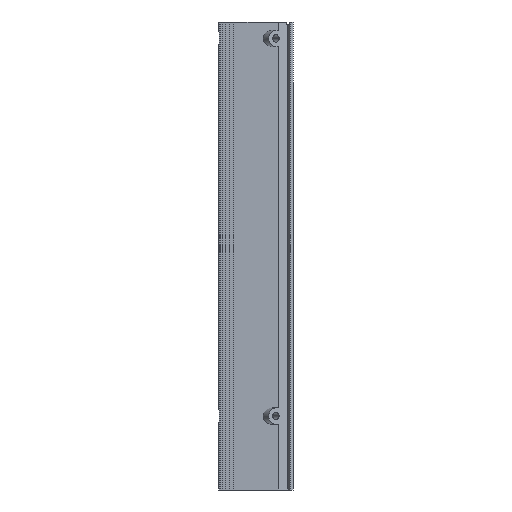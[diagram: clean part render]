
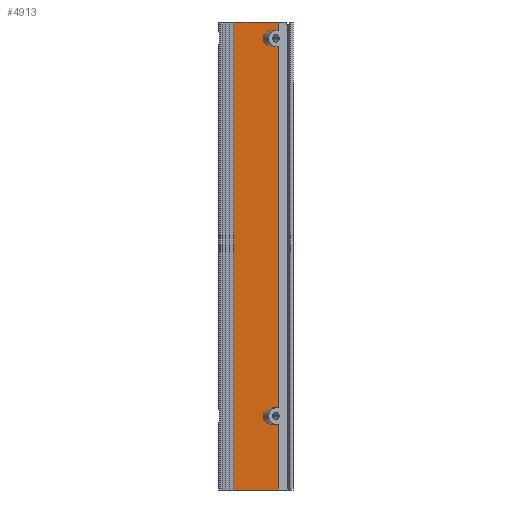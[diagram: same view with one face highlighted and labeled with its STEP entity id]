
A CAD part, left-side view. The second image highlights one B-rep face of the part: STEP entity #4913.
In plain terms, the highlighted planar face has unit normal (-0.999, 0.035, 0).
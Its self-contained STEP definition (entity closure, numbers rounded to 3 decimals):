
#191 = DIRECTION ( 'NONE',  ( 0.035, 0.999, 0. ) ) ;
#326 = ORIENTED_EDGE ( 'NONE', *, *, #5492, .F. ) ;
#529 = EDGE_CURVE ( 'NONE', #3364, #4055, #3050, .T. ) ;
#580 = EDGE_CURVE ( 'NONE', #5861, #2530, #4947, .T. ) ;
#698 = DIRECTION ( 'NONE',  ( 0., 0., -1. ) ) ;
#783 = VERTEX_POINT ( 'NONE', #2822 ) ;
#785 = CARTESIAN_POINT ( 'NONE',  ( -48.829, 88.768, 285. ) ) ;
#1144 = DIRECTION ( 'NONE',  ( 0.035, 0.999, 0. ) ) ;
#1153 = LINE ( 'NONE', #5004, #5081 ) ;
#1172 = PLANE ( 'NONE',  #3794 ) ;
#1191 = VERTEX_POINT ( 'NONE', #3912 ) ;
#1338 = ORIENTED_EDGE ( 'NONE', *, *, #5094, .F. ) ;
#1350 = VERTEX_POINT ( 'NONE', #4818 ) ;
#1511 = VERTEX_POINT ( 'NONE', #7303 ) ;
#1516 = EDGE_LOOP ( 'NONE', ( #326, #7228, #5218, #4626, #5834, #1338, #6838, #4322, #2566, #7133, #3918, #4410 ) ) ;
#1552 = CARTESIAN_POINT ( 'NONE',  ( -48.709, 92.207, 50. ) ) ;
#1749 = LINE ( 'NONE', #4553, #4735 ) ;
#2143 = CARTESIAN_POINT ( 'NONE',  ( -48.503, 98.099, 42.071 ) ) ;
#2230 = VECTOR ( 'NONE', #2514, 1000. ) ;
#2436 = CARTESIAN_POINT ( 'NONE',  ( -48.709, 92.207, 280. ) ) ;
#2514 = DIRECTION ( 'NONE',  ( 0., 0., -1. ) ) ;
#2518 = CARTESIAN_POINT ( 'NONE',  ( -48.503, 98.099, 277.929 ) ) ;
#2522 = CARTESIAN_POINT ( 'NONE',  ( -48.829, 88.768, 270. ) ) ;
#2530 = VERTEX_POINT ( 'NONE', #2436 ) ;
#2566 = ORIENTED_EDGE ( 'NONE', *, *, #5369, .T. ) ;
#2631 = DIRECTION ( 'NONE',  ( -0.035, -0.999, 0. ) ) ;
#2713 = CARTESIAN_POINT ( 'NONE',  ( -48.589, 95.658, 40. ) ) ;
#2822 = CARTESIAN_POINT ( 'NONE',  ( -47.883, 115.875, 285. ) ) ;
#2912 = CARTESIAN_POINT ( 'NONE',  ( -48.829, 88.768, 0. ) ) ;
#3019 = CARTESIAN_POINT ( 'NONE',  ( -48.829, 88.768, 40. ) ) ;
#3029 = VECTOR ( 'NONE', #7117, 1000. ) ;
#3050 = LINE ( 'NONE', #3775, #4855 ) ;
#3176 = CARTESIAN_POINT ( 'NONE',  ( -48.829, 88.768, 280. ) ) ;
#3364 = VERTEX_POINT ( 'NONE', #5154 ) ;
#3404 = LINE ( 'NONE', #2912, #3029 ) ;
#3574 = VECTOR ( 'NONE', #7332, 1000. ) ;
#3580 = DIRECTION ( 'NONE',  ( -0.035, -0.999, 0. ) ) ;
#3748 = EDGE_CURVE ( 'NONE', #6459, #7434, #6463, .T. ) ;
#3775 = CARTESIAN_POINT ( 'NONE',  ( -48.829, 88.768, 285. ) ) ;
#3791 = EDGE_CURVE ( 'NONE', #783, #6313, #1749, .T. ) ;
#3794 = AXIS2_PLACEMENT_3D ( 'NONE', #7165, #4710, #1144 ) ;
#3832 = VERTEX_POINT ( 'NONE', #5801 ) ;
#3912 = CARTESIAN_POINT ( 'NONE',  ( -48.829, 88.768, 40. ) ) ;
#3918 = ORIENTED_EDGE ( 'NONE', *, *, #5955, .F. ) ;
#4055 = VERTEX_POINT ( 'NONE', #4411 ) ;
#4068 = VECTOR ( 'NONE', #698, 1000. ) ;
#4079 = CARTESIAN_POINT ( 'NONE',  ( -48.709, 92.207, 270. ) ) ;
#4301 = CARTESIAN_POINT ( 'NONE',  ( -48.709, 92.207, 280. ) ) ;
#4322 = ORIENTED_EDGE ( 'NONE', *, *, #6307, .T. ) ;
#4410 = ORIENTED_EDGE ( 'NONE', *, *, #3748, .F. ) ;
#4411 = CARTESIAN_POINT ( 'NONE',  ( -48.829, 88.768, 50. ) ) ;
#4449 = EDGE_CURVE ( 'NONE', #1191, #1511, #6260, .T. ) ;
#4453 = CARTESIAN_POINT ( 'NONE',  ( -48.503, 98.099, 47.929 ) ) ;
#4539 = DIRECTION ( 'NONE',  ( 0., 0., -1. ) ) ;
#4553 = CARTESIAN_POINT ( 'NONE',  ( -48.829, 88.768, 285. ) ) ;
#4624 = CARTESIAN_POINT ( 'NONE',  ( -48.829, 88.768, 280. ) ) ;
#4626 = ORIENTED_EDGE ( 'NONE', *, *, #5243, .F. ) ;
#4710 = DIRECTION ( 'NONE',  ( 0.999, -0.035, 0. ) ) ;
#4735 = VECTOR ( 'NONE', #2631, 1000. ) ;
#4796 = LINE ( 'NONE', #2522, #3574 ) ;
#4818 = CARTESIAN_POINT ( 'NONE',  ( -48.709, 92.207, 270. ) ) ;
#4828 = DIRECTION ( 'NONE',  ( 0.035, 0.999, 0. ) ) ;
#4855 = VECTOR ( 'NONE', #7419, 1000. ) ;
#4913 = ADVANCED_FACE ( 'NONE', ( #5317 ), #1172, .F. ) ;
#4947 = LINE ( 'NONE', #3176, #5595 ) ;
#5004 = CARTESIAN_POINT ( 'NONE',  ( -47.883, 115.875, 285. ) ) ;
#5081 = VECTOR ( 'NONE', #4539, 1000. ) ;
#5094 = EDGE_CURVE ( 'NONE', #6313, #5861, #7170, .T. ) ;
#5111 = LINE ( 'NONE', #5525, #7681 ) ;
#5154 = CARTESIAN_POINT ( 'NONE',  ( -48.829, 88.768, 270. ) ) ;
#5191 = CARTESIAN_POINT ( 'NONE',  ( -48.709, 92.207, 40. ) ) ;
#5218 = ORIENTED_EDGE ( 'NONE', *, *, #6118, .F. ) ;
#5243 = EDGE_CURVE ( 'NONE', #2530, #1350, #7253, .T. ) ;
#5302 = CARTESIAN_POINT ( 'NONE',  ( -48.503, 98.099, 272.071 ) ) ;
#5317 = FACE_OUTER_BOUND ( 'NONE', #1516, .T. ) ;
#5369 = EDGE_CURVE ( 'NONE', #3832, #1511, #3404, .T. ) ;
#5492 = EDGE_CURVE ( 'NONE', #4055, #6459, #5111, .T. ) ;
#5525 = CARTESIAN_POINT ( 'NONE',  ( -48.829, 88.768, 50. ) ) ;
#5595 = VECTOR ( 'NONE', #191, 1000. ) ;
#5639 = VECTOR ( 'NONE', #3580, 1000. ) ;
#5725 = CARTESIAN_POINT ( 'NONE',  ( -48.589, 95.658, 50. ) ) ;
#5801 = CARTESIAN_POINT ( 'NONE',  ( -47.883, 115.875, 0. ) ) ;
#5834 = ORIENTED_EDGE ( 'NONE', *, *, #580, .F. ) ;
#5861 = VERTEX_POINT ( 'NONE', #4624 ) ;
#5955 = EDGE_CURVE ( 'NONE', #7434, #1191, #7572, .T. ) ;
#6118 = EDGE_CURVE ( 'NONE', #1350, #3364, #4796, .T. ) ;
#6260 = LINE ( 'NONE', #785, #2230 ) ;
#6307 = EDGE_CURVE ( 'NONE', #783, #3832, #1153, .T. ) ;
#6313 = VERTEX_POINT ( 'NONE', #6410 ) ;
#6342 = CARTESIAN_POINT ( 'NONE',  ( -48.709, 92.207, 40. ) ) ;
#6410 = CARTESIAN_POINT ( 'NONE',  ( -48.829, 88.768, 285. ) ) ;
#6459 = VERTEX_POINT ( 'NONE', #7472 ) ;
#6463 =( BOUNDED_CURVE ( )  B_SPLINE_CURVE ( 3, ( #1552, #5725, #4453, #7448, #2143, #2713, #6342 ),
 .UNSPECIFIED., .F., .F. ) 
 B_SPLINE_CURVE_WITH_KNOTS ( ( 4, 3, 4 ),
 ( 1.571, 3.142, 4.712 ),
 .UNSPECIFIED. ) 
 CURVE ( )  GEOMETRIC_REPRESENTATION_ITEM ( )  RATIONAL_B_SPLINE_CURVE ( ( 1., 0.805, 0.805, 1., 0.805, 0.805, 1. ) ) 
 REPRESENTATION_ITEM ( '' )  );
#6600 = CARTESIAN_POINT ( 'NONE',  ( -48.589, 95.658, 270. ) ) ;
#6838 = ORIENTED_EDGE ( 'NONE', *, *, #3791, .F. ) ;
#6928 = CARTESIAN_POINT ( 'NONE',  ( -48.829, 88.768, 285. ) ) ;
#6941 = CARTESIAN_POINT ( 'NONE',  ( -48.589, 95.658, 280. ) ) ;
#7117 = DIRECTION ( 'NONE',  ( -0.035, -0.999, 0. ) ) ;
#7133 = ORIENTED_EDGE ( 'NONE', *, *, #4449, .F. ) ;
#7165 = CARTESIAN_POINT ( 'NONE',  ( -48.829, 88.768, 285. ) ) ;
#7170 = LINE ( 'NONE', #6928, #4068 ) ;
#7228 = ORIENTED_EDGE ( 'NONE', *, *, #529, .F. ) ;
#7253 =( BOUNDED_CURVE ( )  B_SPLINE_CURVE ( 3, ( #4301, #6941, #2518, #7260, #5302, #6600, #4079 ),
 .UNSPECIFIED., .F., .T. ) 
 B_SPLINE_CURVE_WITH_KNOTS ( ( 4, 3, 4 ),
 ( 1.571, 3.142, 4.712 ),
 .UNSPECIFIED. ) 
 CURVE ( )  GEOMETRIC_REPRESENTATION_ITEM ( )  RATIONAL_B_SPLINE_CURVE ( ( 1., 0.805, 0.805, 1., 0.805, 0.805, 1. ) ) 
 REPRESENTATION_ITEM ( '' )  );
#7260 = CARTESIAN_POINT ( 'NONE',  ( -48.503, 98.099, 275. ) ) ;
#7303 = CARTESIAN_POINT ( 'NONE',  ( -48.829, 88.768, 0. ) ) ;
#7332 = DIRECTION ( 'NONE',  ( -0.035, -0.999, 0. ) ) ;
#7419 = DIRECTION ( 'NONE',  ( 0., 0., -1. ) ) ;
#7434 = VERTEX_POINT ( 'NONE', #5191 ) ;
#7448 = CARTESIAN_POINT ( 'NONE',  ( -48.503, 98.099, 45. ) ) ;
#7472 = CARTESIAN_POINT ( 'NONE',  ( -48.709, 92.207, 50. ) ) ;
#7572 = LINE ( 'NONE', #3019, #5639 ) ;
#7681 = VECTOR ( 'NONE', #4828, 1000. ) ;
